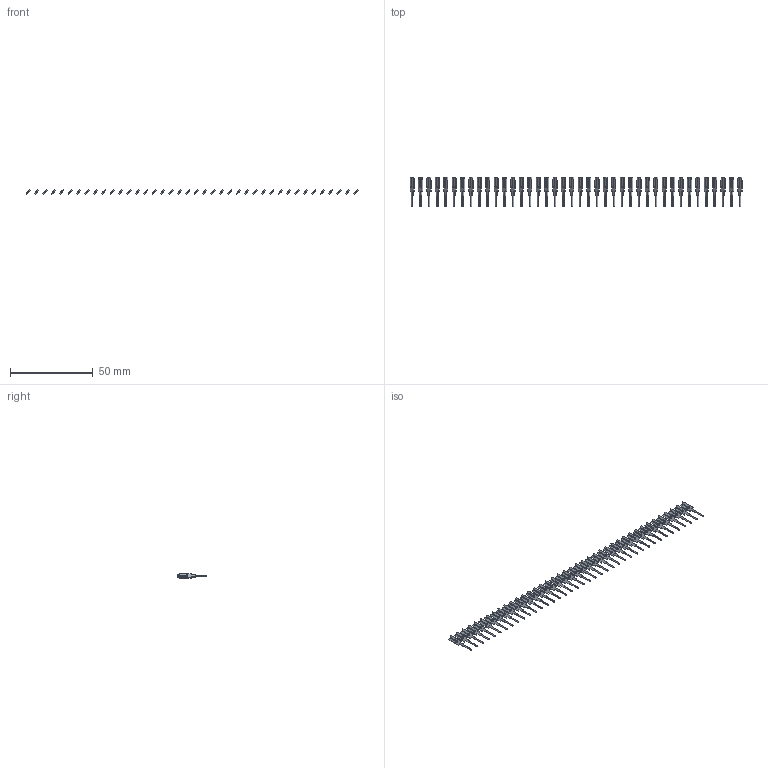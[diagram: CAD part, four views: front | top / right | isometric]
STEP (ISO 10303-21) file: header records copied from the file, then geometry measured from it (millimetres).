
FILE_DESCRIPTION (( 'STEP AP203' ), '1' );
FILE_NAME ('106-040-251-200.STEP', '2020-04-16T20:01:43', ( '' ), ( '' ), 'SwSTEP 2.0', 'SolidWorks 2016', '' );
FILE_SCHEMA (( 'CONFIG_CONTROL_DESIGN' ));
Length unit declared in the file: inch
Products named in the file (2): 100-290-001_100-290-251; 106-040-251-200
Assembly tree (40 placements, depth 2):
  106-040-251-200
    100-290-001_100-290-251  x40
Bounding box: 200.65 x 17.9 x 2.53 mm (x, y, z)
Volume: 731.3 mm3; surface area: 3594.7 mm2
Topology: 40 solids, 40 shells, 1120 faces, 3120 edges, 2080 vertices
Faces by surface type: plane 880, cylinder 240
Entity records: 2342 total; most frequent: DIRECTION 228, CARTESIAN_POINT 213, ORIENTED_EDGE 156, COORDINATED_UNIVERSAL_TIME_OFFSET 90, DATE_AND_TIME 90, LOCAL_TIME 90, CALENDAR_DATE 90, AXIS2_PLACEMENT_3D 83
